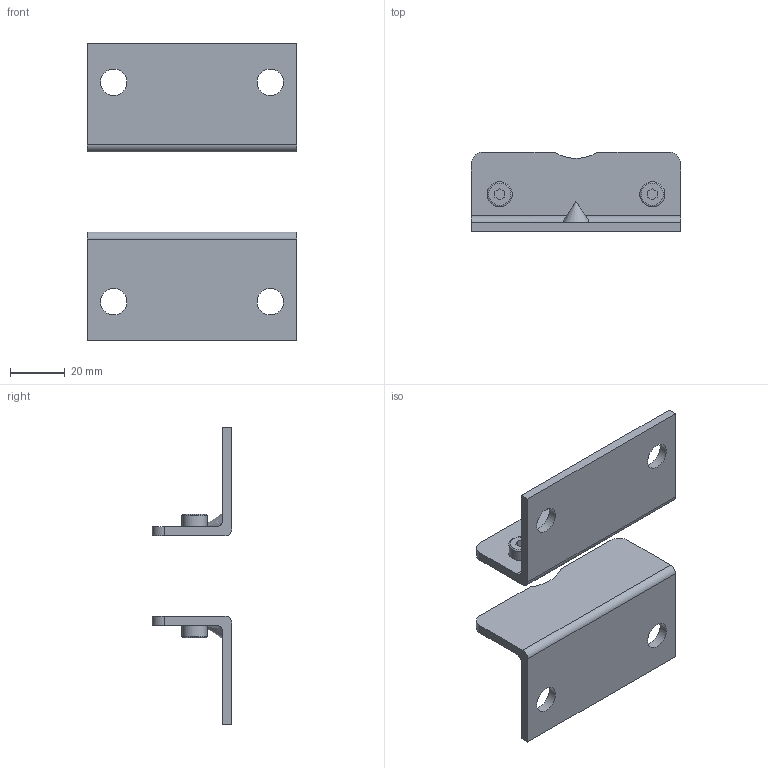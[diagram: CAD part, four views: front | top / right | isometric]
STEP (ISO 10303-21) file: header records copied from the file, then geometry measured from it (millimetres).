
FILE_DESCRIPTION(/* description */ ('Unknown'),/* implementation_level */ '2;1');
FILE_NAME(/* name */ '1309.250.05;1F',/* time_stamp */ '2024-02-27T13:38:48-05:00',/* author */ ('Unknown'),/* organization */ ('Unknown'),/* preprocessor_version */ 'ST-DEVELOPER v18.1',/* originating_system */ 'Solid Edge',/* authorisation */ 'Unknown');
FILE_SCHEMA (('AUTOMOTIVE_DESIGN {1 0 10303 214 3 1 1}'));
Length unit declared in the file: millimetre
Products named in the file (2): 1309.250.05;1F
Assembly tree (2 placements, depth 2):
  1309.250.05;1F
    1309.250.05;1F  x2
Bounding box: 76.2 x 28.98 x 108.43 mm (x, y, z)
Volume: 32942.8 mm3; surface area: 21735.9 mm2
Topology: 2 solids, 2 shells, 76 faces, 196 edges, 130 vertices
Faces by surface type: plane 50, cylinder 20, torus 4, cone 2
Full cylindrical faces by diameter (mm): 9.144 x4, 9.652 x4
Entity records: 1175 total; most frequent: CARTESIAN_POINT 205, DIRECTION 190, ORIENTED_EDGE 178, EDGE_CURVE 89, LINE 66, VECTOR 66, VERTEX_POINT 63, AXIS2_PLACEMENT_3D 62
